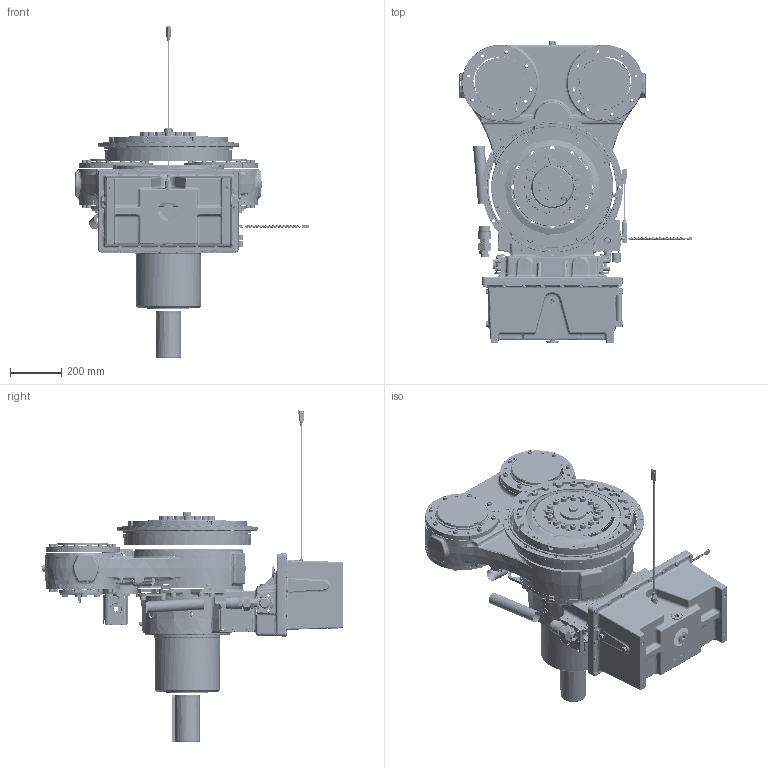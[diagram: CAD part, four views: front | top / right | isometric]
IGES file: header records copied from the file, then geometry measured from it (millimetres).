
Start section: SolidWorks IGES file using analytic representation for surfaces
Global section: file name: 1029600Q.igs; native system: SolidWorks 2019; preprocessor: SolidWorks 2019; author: smtservice; date: 210323.153106; units: millimetre
Bounding box: 915.08 x 1184.89 x 1299.18 mm (x, y, z)
Surface area: 4391828.6 mm2 (no closed solid volume)
Topology: 0 solids, 2 shells, 3793 faces, 86249 edges, 85574 vertices
Faces by surface type: bspline 2366, revolution 1427
